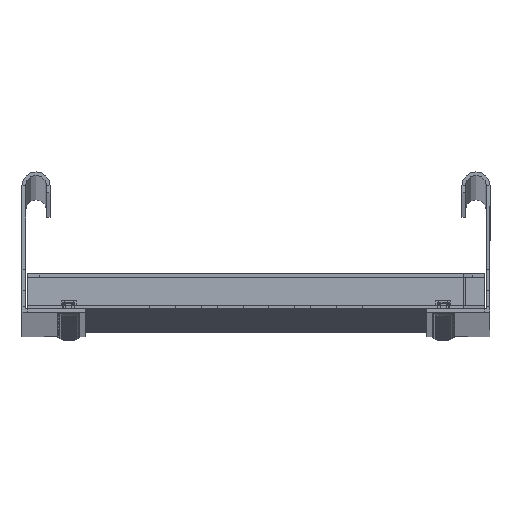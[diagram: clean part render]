
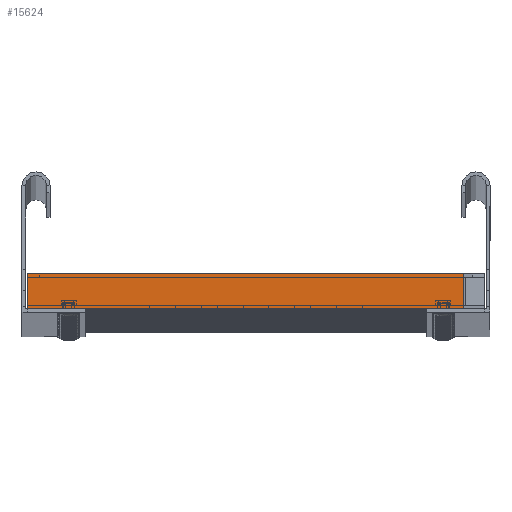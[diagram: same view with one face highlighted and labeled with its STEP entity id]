
A CAD part, top view. The second image highlights one B-rep face of the part: STEP entity #15624.
In plain terms, the highlighted face is planar.
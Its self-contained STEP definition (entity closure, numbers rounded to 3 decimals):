
#489 = ORIENTED_EDGE ( 'NONE', *, *, #35787, .T. ) ;
#2446 = ORIENTED_EDGE ( 'NONE', *, *, #42169, .T. ) ;
#6022 = DIRECTION ( 'NONE',  ( 0., -1., 0. ) ) ;
#6661 = DIRECTION ( 'NONE',  ( 0., -1., 0. ) ) ;
#7598 = CARTESIAN_POINT ( 'NONE',  ( 15., 12., 97.5 ) ) ;
#7854 = CARTESIAN_POINT ( 'NONE',  ( 15., 15., -88.84 ) ) ;
#9341 = CARTESIAN_POINT ( 'NONE',  ( 15., 3., -97.5 ) ) ;
#15624 = ADVANCED_FACE ( 'NONE', ( #30556 ), #31976, .F. ) ;
#18959 = CARTESIAN_POINT ( 'NONE',  ( 15., 0., 97.5 ) ) ;
#20204 = DIRECTION ( 'NONE',  ( 0., 0., -1. ) ) ;
#21174 = LINE ( 'NONE', #86094, #31864 ) ;
#24602 = CARTESIAN_POINT ( 'NONE',  ( 15., 15., 97.5 ) ) ;
#24795 = VERTEX_POINT ( 'NONE', #7598 ) ;
#27288 = EDGE_CURVE ( 'NONE', #46776, #32502, #57817, .T. ) ;
#27958 = CARTESIAN_POINT ( 'NONE',  ( 15., 15., -97.5 ) ) ;
#28415 = VECTOR ( 'NONE', #6661, 1000. ) ;
#30556 = FACE_OUTER_BOUND ( 'NONE', #56284, .T. ) ;
#31864 = VECTOR ( 'NONE', #20204, 1000. ) ;
#31976 = PLANE ( 'NONE',  #78771 ) ;
#32502 = VERTEX_POINT ( 'NONE', #7854 ) ;
#34447 = LINE ( 'NONE', #63779, #48284 ) ;
#34840 = VERTEX_POINT ( 'NONE', #81244 ) ;
#35787 = EDGE_CURVE ( 'NONE', #24795, #34840, #43239, .T. ) ;
#42059 = EDGE_CURVE ( 'NONE', #32502, #44549, #34447, .T. ) ;
#42169 = EDGE_CURVE ( 'NONE', #34840, #74116, #75131, .T. ) ;
#43239 = LINE ( 'NONE', #72561, #28415 ) ;
#43928 = CARTESIAN_POINT ( 'NONE',  ( 15., 3., 97.5 ) ) ;
#44549 = VERTEX_POINT ( 'NONE', #86957 ) ;
#45813 = CARTESIAN_POINT ( 'NONE',  ( 15., 0., 97.5 ) ) ;
#46398 = DIRECTION ( 'NONE',  ( 0., -1., 0. ) ) ;
#46776 = VERTEX_POINT ( 'NONE', #24602 ) ;
#48284 = VECTOR ( 'NONE', #6022, 1000. ) ;
#50535 = ORIENTED_EDGE ( 'NONE', *, *, #27288, .F. ) ;
#53072 = ORIENTED_EDGE ( 'NONE', *, *, #79156, .T. ) ;
#53986 = DIRECTION ( 'NONE',  ( 0., -1., 0. ) ) ;
#54596 = VECTOR ( 'NONE', #92947, 1000. ) ;
#55446 = VECTOR ( 'NONE', #64242, 1000. ) ;
#56284 = EDGE_LOOP ( 'NONE', ( #489, #2446, #53072, #76571, #50535, #66286 ) ) ;
#57410 = EDGE_CURVE ( 'NONE', #24795, #46776, #88177, .T. ) ;
#57817 = LINE ( 'NONE', #27958, #54596 ) ;
#63779 = CARTESIAN_POINT ( 'NONE',  ( 15., 15., -88.84 ) ) ;
#64242 = DIRECTION ( 'NONE',  ( 0., 1., 0. ) ) ;
#66286 = ORIENTED_EDGE ( 'NONE', *, *, #57410, .F. ) ;
#68032 = DIRECTION ( 'NONE',  ( -1., 0., 0. ) ) ;
#68202 = VECTOR ( 'NONE', #53986, 1000. ) ;
#72561 = CARTESIAN_POINT ( 'NONE',  ( 15., 3., 97.5 ) ) ;
#74116 = VERTEX_POINT ( 'NONE', #18959 ) ;
#75131 = LINE ( 'NONE', #45813, #68202 ) ;
#76571 = ORIENTED_EDGE ( 'NONE', *, *, #42059, .F. ) ;
#78771 = AXIS2_PLACEMENT_3D ( 'NONE', #9341, #68032, #46398 ) ;
#79156 = EDGE_CURVE ( 'NONE', #74116, #44549, #21174, .T. ) ;
#81244 = CARTESIAN_POINT ( 'NONE',  ( 15., 3., 97.5 ) ) ;
#86094 = CARTESIAN_POINT ( 'NONE',  ( 15., 0., -97.5 ) ) ;
#86957 = CARTESIAN_POINT ( 'NONE',  ( 15., 0., -88.84 ) ) ;
#88177 = LINE ( 'NONE', #43928, #55446 ) ;
#92947 = DIRECTION ( 'NONE',  ( 0., 0., -1. ) ) ;
